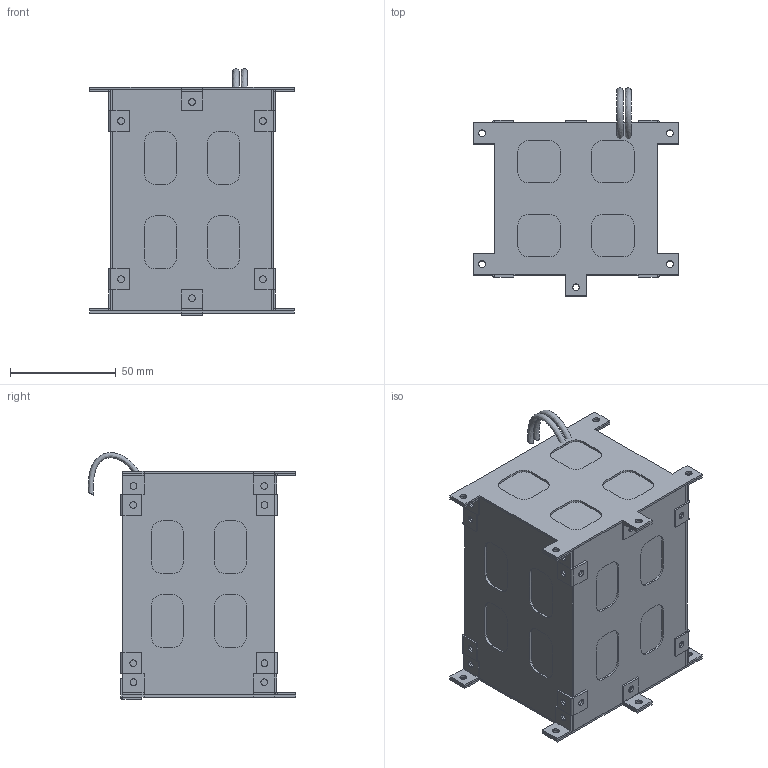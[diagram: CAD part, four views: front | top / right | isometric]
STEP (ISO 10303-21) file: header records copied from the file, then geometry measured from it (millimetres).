
FILE_DESCRIPTION(/* description */ (''),/* implementation_level */ '2;1');
FILE_NAME(/* name */ 'assembly_24V.stp',/* time_stamp */ '2023-06-03T00:23:22+08:00',/* author */ ('user'),/* organization */ (''),/* preprocessor_version */ 'ST-DEVELOPER v19',/* originating_system */ 'Autodesk Inventor 2023',/* authorisation */ '');
FILE_SCHEMA (('CONFIG_CONTROL_DESIGN'));
Length unit declared in the file: millimetre
Products named in the file (8): assembly_24V; battery_box_24V_base; battery_box_24V_side1; battery_box_24V_front; connector; battery_box_24V_back; battery_box_24V_top; battery_24V
Assembly tree (26 placements, depth 2):
  assembly_24V
    battery_box_24V_base
    battery_box_24V_side1  x2
    connector  x19
    battery_box_24V_front
    battery_box_24V_back
    battery_box_24V_top
    battery_24V
Bounding box: 97 x 98.52 x 116.94 mm (x, y, z)
Volume: 590445.7 mm3; surface area: 124605.6 mm2
Topology: 26 solids, 26 shells, 572 faces, 1402 edges, 884 vertices
Faces by surface type: plane 376, cylinder 194, bspline 2
Full cylindrical faces by diameter (mm): 3.2 x76
Entity records: 8475 total; most frequent: CARTESIAN_POINT 1598, DIRECTION 1392, ORIENTED_EDGE 1316, EDGE_CURVE 658, AXIS2_PLACEMENT_3D 468, LINE 456, VECTOR 456, VERTEX_POINT 436
